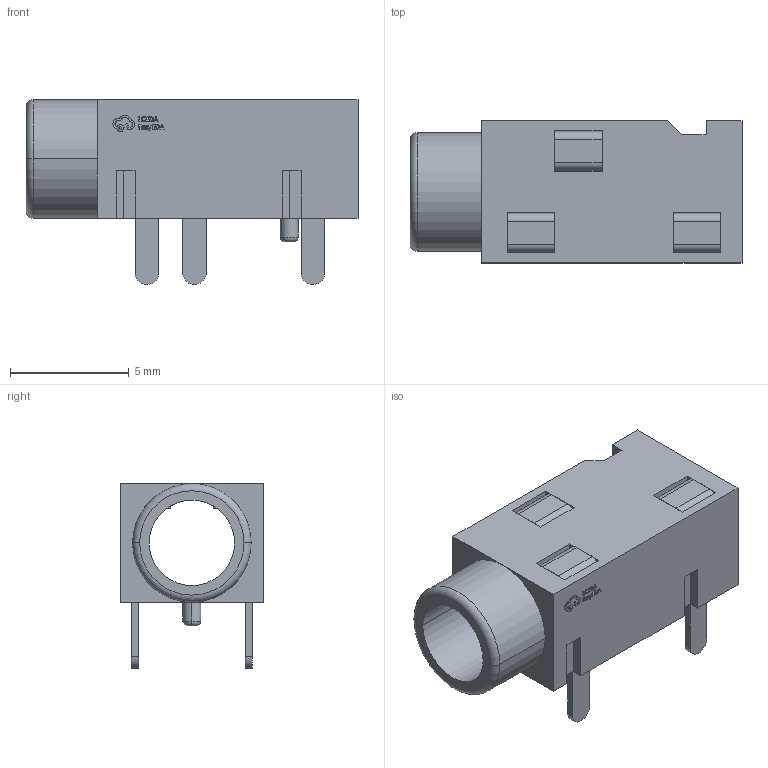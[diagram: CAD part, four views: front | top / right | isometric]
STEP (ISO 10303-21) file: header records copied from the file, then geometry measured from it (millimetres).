
FILE_DESCRIPTION (( 'STEP AP214' ), '1' );
FILE_NAME ('AUDIO-TH_PJ-3200.step', '2022-06-16T10:40:32', ( '' ), ( '' ), 'SwSTEP 2.0', 'SolidWorks 2020', '' );
FILE_SCHEMA (( 'AUTOMOTIVE_DESIGN' ));
Length unit declared in the file: millimetre
Products named in the file (1): AUDIO-TH_PJ-3200
Bounding box: 14 x 6.01 x 7.81 mm (x, y, z)
Volume: 240 mm3; surface area: 684.7 mm2
Topology: 4 solids, 4 shells, 342 faces, 949 edges, 630 vertices
Faces by surface type: plane 212, bspline 98, cylinder 26, torus 6
Entity records: 15125 total; most frequent: CARTESIAN_POINT 3228, ORIENTED_EDGE 1898, DIRECTION 1311, EDGE_CURVE 949, VECTOR 677, LINE 677, VERTEX_POINT 630, EDGE_LOOP 371
